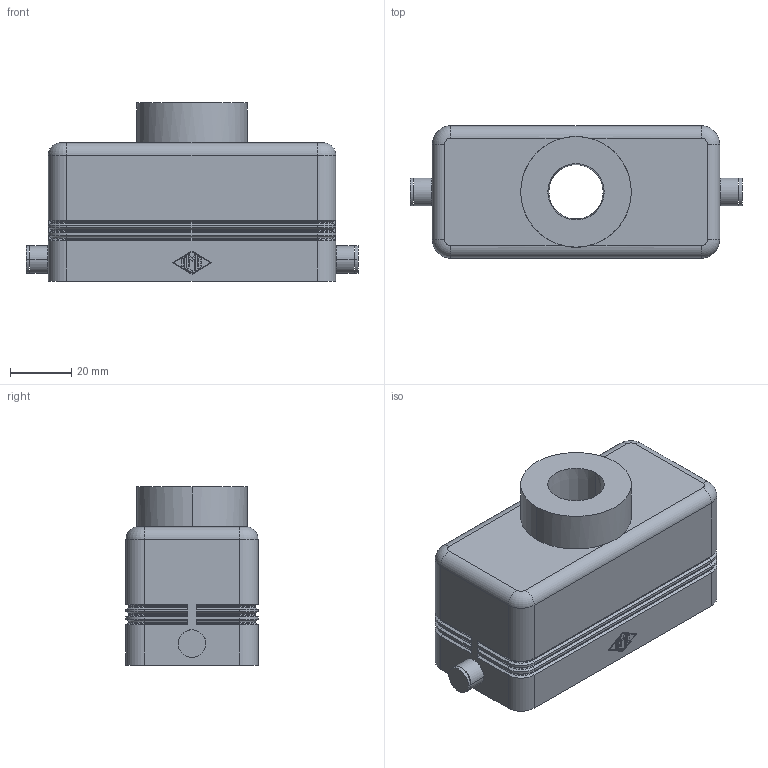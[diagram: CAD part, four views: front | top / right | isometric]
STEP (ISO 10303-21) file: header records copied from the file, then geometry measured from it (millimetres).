
FILE_DESCRIPTION(('Creo Elements/Direct Modeling STEP Export'),'2;1');
FILE_NAME('CHVT_16_4_L.stp','2012-12-19T10:17:04',(''),(''),'Creo Elements/Direct Modeling STEP processor for AP214 (Solid Model)','Creo Elements/Direct Modeling 18.0B 02-Dec-2011 (C) Parametric Technology GmbH','');
FILE_SCHEMA(('AUTOMOTIVE_DESIGN { 1 0 10303 214 1 1 1 1 }'));
Length unit declared in the file: millimetre
Products named in the file (1): MSBO6377
Bounding box: 108 x 43 x 58 mm (x, y, z)
Volume: 60937.2 mm3; surface area: 33528.9 mm2
Topology: 1 solids, 1 shells, 332 faces, 791 edges, 476 vertices
Faces by surface type: plane 146, cylinder 124, cone 34, torus 28
Entity records: 11933 total; most frequent: DIRECTION 1639, CARTESIAN_POINT 1634, ORIENTED_EDGE 1566, EDGE_CURVE 783, AXIS2_PLACEMENT_3D 579, VECTOR 481, LINE 481, VERTEX_POINT 476
